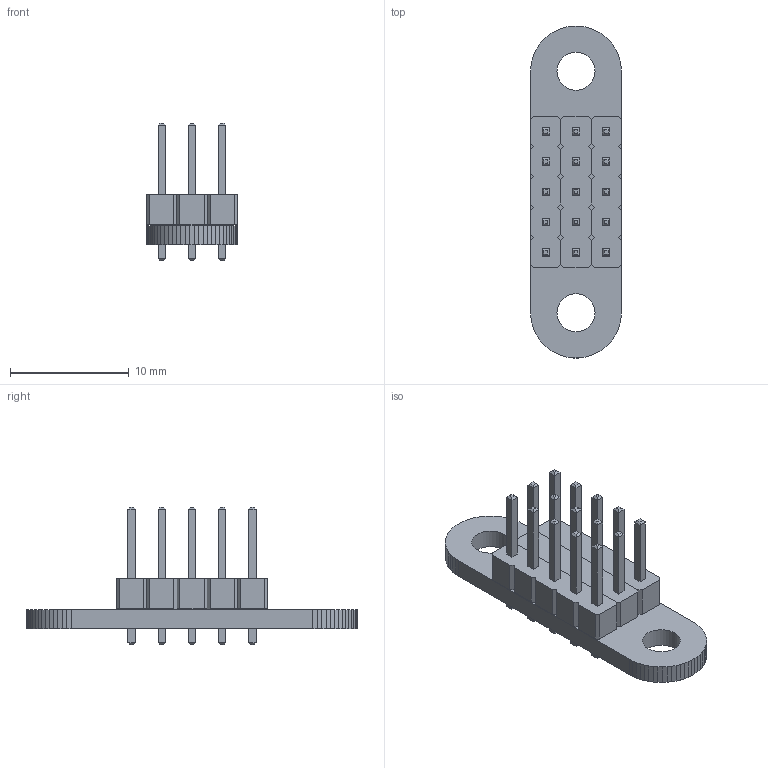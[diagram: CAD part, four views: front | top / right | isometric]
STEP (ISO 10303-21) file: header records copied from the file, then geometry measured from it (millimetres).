
FILE_DESCRIPTION(('KiCad electronic assembly'),'2;1');
FILE_NAME('PogoAdapter-5.step','2023-07-18T14:54:15',('Pcbnew'),('Kicad' ),'Open CASCADE STEP processor 7.6','KiCad to STEP converter', 'Unknown');
FILE_SCHEMA(('AUTOMOTIVE_DESIGN { 1 0 10303 214 1 1 1 1 }'));
Length unit declared in the file: millimetre
Products named in the file (4): PogoAdapter-5 1; PinHeader_1x05_P2.54mm_Vertical; SOLID; PogoAdapter-5 PCB
Assembly tree (5 placements, depth 3):
  PogoAdapter-5 1
    PinHeader_1x05_P2.54mm_Vertical  x3
      SOLID
    PogoAdapter-5 PCB
Bounding box: 7.62 x 27.93 x 11.54 mm (x, y, z)
Volume: 571.4 mm3; surface area: 1323.2 mm2
Topology: 4 solids, 4 shells, 455 faces, 1131 edges, 714 vertices
Faces by surface type: plane 438, cylinder 17
Full cylindrical faces by diameter (mm): 1 x15, 3.2 x2
Entity records: 14332 total; most frequent: CARTESIAN_POINT 2380, DIRECTION 2043, LINE 1549, VECTOR 1549, ORIENTED_EDGE 1078, PCURVE 1078, DEFINITIONAL_REPRESENTATION 1078, EDGE_CURVE 539
